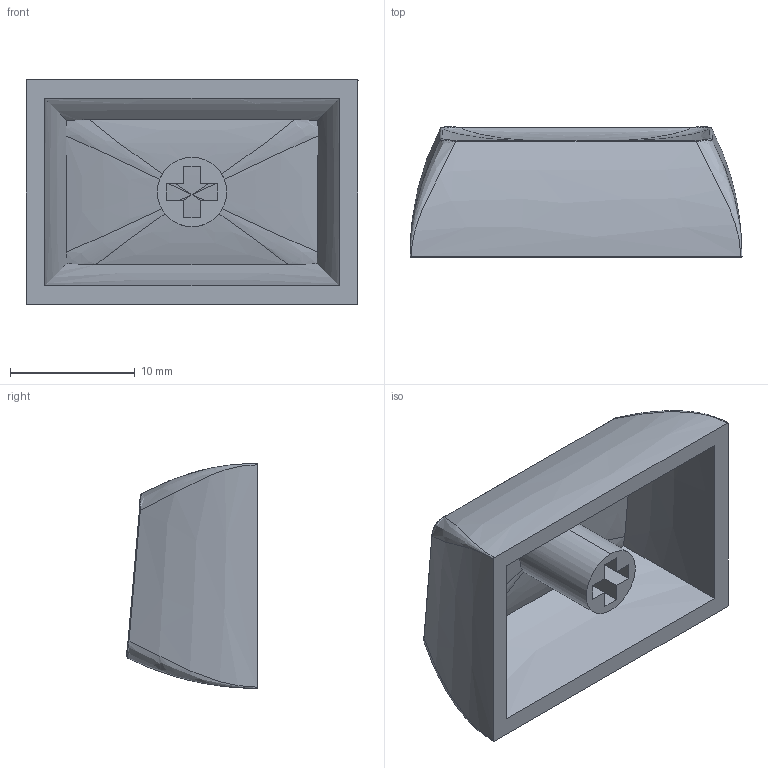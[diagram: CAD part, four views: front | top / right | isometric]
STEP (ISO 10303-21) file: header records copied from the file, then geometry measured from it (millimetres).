
FILE_DESCRIPTION (( 'STEP AP203' ), '1' );
FILE_NAME ('QROW-1.5U.STEP', '2021-06-17T13:55:01', ( '' ), ( '' ), 'SwSTEP 2.0', 'SolidWorks 2019', '' );
FILE_SCHEMA (( 'CONFIG_CONTROL_DESIGN' ));
Length unit declared in the file: millimetre
Products named in the file (1): QROW-1.5U
Bounding box: 26.57 x 10.45 x 18 mm (x, y, z)
Volume: 1581.3 mm3; surface area: 2340.3 mm2
Topology: 1 solids, 1 shells, 68 faces, 180 edges, 100 vertices
Faces by surface type: bspline 52, plane 14, cylinder 2
Entity records: 6481 total; most frequent: CARTESIAN_POINT 5247, ORIENTED_EDGE 328, EDGE_CURVE 164, B_SPLINE_CURVE_WITH_KNOTS 124, VERTEX_POINT 100, DIRECTION 84, EDGE_LOOP 70, FACE_OUTER_BOUND 68
